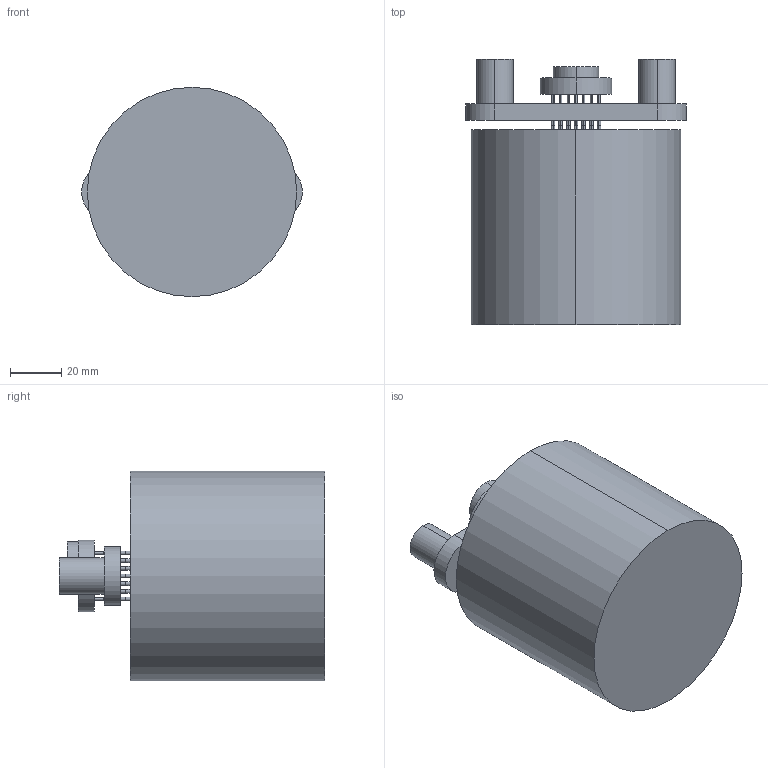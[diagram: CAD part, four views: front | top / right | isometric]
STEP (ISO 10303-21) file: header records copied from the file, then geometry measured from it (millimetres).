
FILE_DESCRIPTION (( 'STEP AP214' ), '1' );
FILE_NAME ('manifoldVolumeExtraction.STEP', '2023-01-23T17:36:15', ( '' ), ( '' ), 'SwSTEP 2.0', 'SolidWorks 2022', '' );
FILE_SCHEMA (( 'AUTOMOTIVE_DESIGN' ));
Length unit declared in the file: inch
Products named in the file (1): manifoldVolumeExtraction
Bounding box: 86.36 x 103.89 x 81.94 mm (x, y, z)
Volume: 424477.2 mm3; surface area: 42484 mm2
Topology: 1 solids, 1 shells, 507 faces, 1186 edges, 732 vertices
Faces by surface type: cylinder 276, cone 176, plane 55
Entity records: 15044 total; most frequent: DIRECTION 2930, CARTESIAN_POINT 2426, ORIENTED_EDGE 2372, AXIS2_PLACEMENT_3D 1236, EDGE_CURVE 1186, VERTEX_POINT 732, EDGE_LOOP 730, CIRCLE 728
